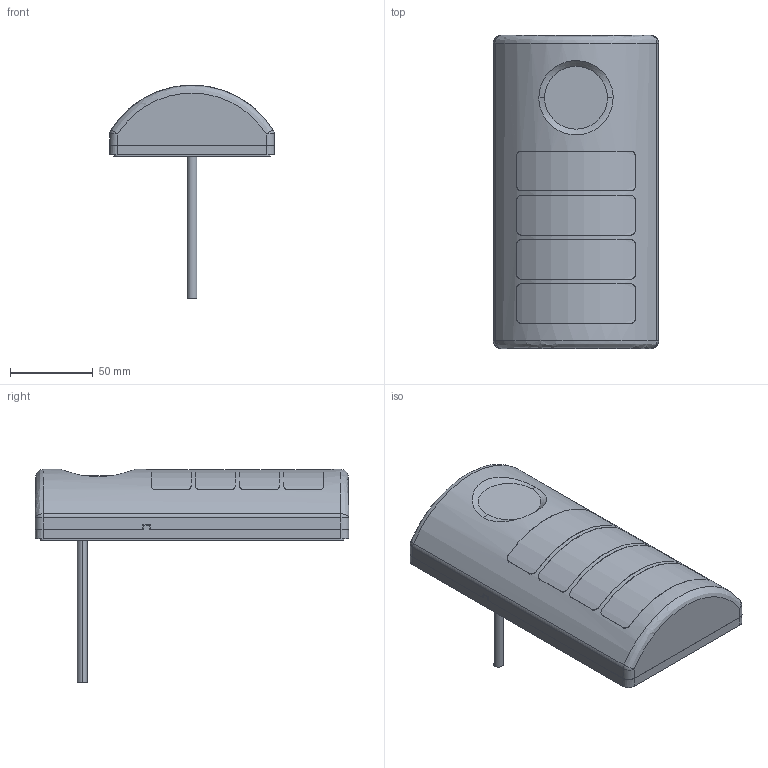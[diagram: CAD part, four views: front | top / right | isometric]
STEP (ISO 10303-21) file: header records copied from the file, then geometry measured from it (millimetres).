
FILE_DESCRIPTION((''),'2;1');
FILE_NAME('222166_SM01_ASM','2022-01-04T10:06:33',('PDMAdmin'),('BANNER ENGINEERING'),'CREO PARAMETRIC BY PTC INC, 2019292','CREO PARAMETRIC BY PTC INC, 2019292','');
FILE_SCHEMA(('CONFIG_CONTROL_DESIGN'));
Products named in the file (6): 222166_EP01; 221652; 221652_O_RING; 222164_221865_CABLE; 222164_221865_ASM; 222166_SM01_ASM
Assembly tree (5 placements, depth 3):
  222166_SM01_ASM
    222166_EP01
    222164_221865_ASM
      221652
      221652_O_RING
      222164_221865_CABLE
Bounding box: 100 x 190 x 129.29 mm (x, y, z)
Volume: 630675.2 mm3; surface area: 62535.3 mm2
Topology: 4 solids, 4 shells, 393 faces, 922 edges, 558 vertices
Faces by surface type: plane 112, bspline 84, cylinder 77, cone 74, torus 22, extrusion 16, sphere 8
Entity records: 19337 total; most frequent: CARTESIAN_POINT 10893, ORIENTED_EDGE 1844, DIRECTION 1488, EDGE_CURVE 922, VERTEX_POINT 558, AXIS2_PLACEMENT_3D 543, EDGE_LOOP 418, VECTOR 402
